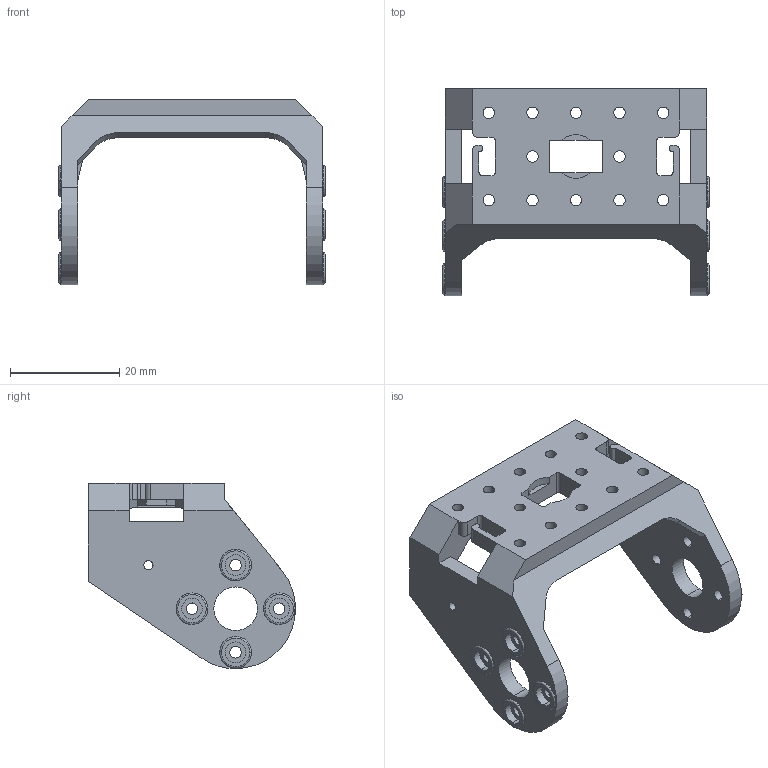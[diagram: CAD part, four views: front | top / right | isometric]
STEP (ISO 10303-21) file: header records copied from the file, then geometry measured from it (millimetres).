
FILE_DESCRIPTION (( 'STEP AP203' ), '1' );
FILE_NAME ('PFP04-F1_Défaut_sldprt.STEP', '2020-08-31T14:56:02', ( '' ), ( '' ), 'SwSTEP 2.0', 'SolidWorks 2020', '' );
FILE_SCHEMA (( 'CONFIG_CONTROL_DESIGN' ));
Length unit declared in the file: millimetre
Products named in the file (1): PFP04-F1_Défaut_sldprt
Bounding box: 48.8 x 38 x 34 mm (x, y, z)
Volume: 7957.9 mm3; surface area: 8095.2 mm2
Topology: 1 solids, 1 shells, 400 faces, 1152 edges, 772 vertices
Faces by surface type: plane 269, cylinder 115, bspline 16
Entity records: 14299 total; most frequent: CARTESIAN_POINT 3493, ORIENTED_EDGE 2304, DIRECTION 2144, EDGE_CURVE 1152, LINE 850, VECTOR 850, VERTEX_POINT 772, AXIS2_PLACEMENT_3D 647
